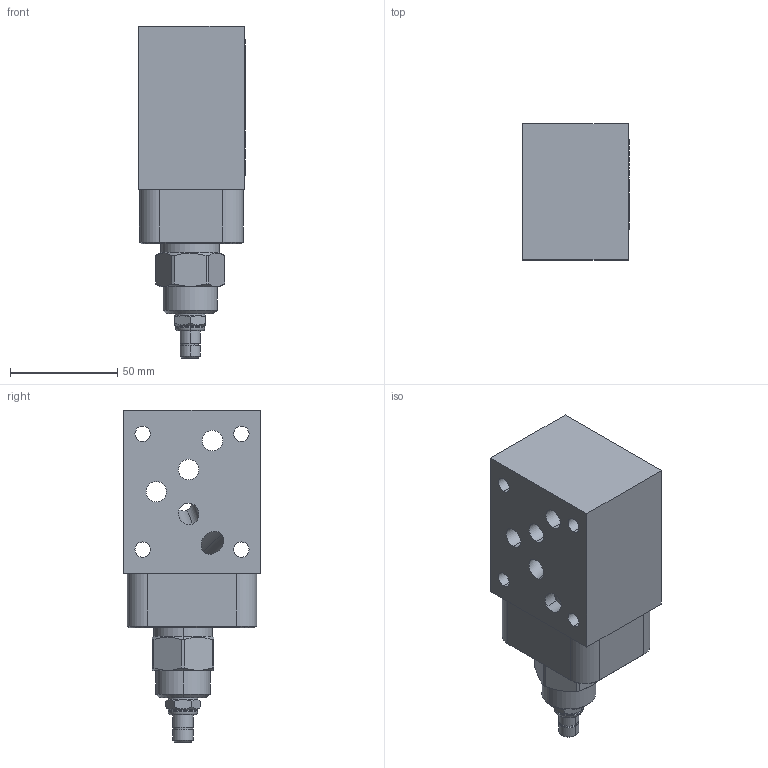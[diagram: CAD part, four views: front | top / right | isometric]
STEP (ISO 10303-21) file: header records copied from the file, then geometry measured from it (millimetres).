
FILE_DESCRIPTION((''),'2;1');
FILE_NAME('RPGCLAN-CBA_ASM','2020-02-25T',('ProEService'),(''),'PRO/ENGINEER BY PARAMETRIC TECHNOLOGY CORPORATION, 2014200','PRO/ENGINEER BY PARAMETRIC TECHNOLOGY CORPORATION, 2014200','');
FILE_SCHEMA(('CONFIG_CONTROL_DESIGN'));
Length unit declared in the file: inch
Products named in the file (4): 150-390; RPGCLAN; 500-001-014; RPGCLAN-CBA_ASM
Assembly tree (7 placements, depth 2):
  RPGCLAN-CBA_ASM
    150-390
    RPGCLAN
    500-001-014  x5
Bounding box: 49.78 x 63.5 x 154.79 mm (x, y, z)
Volume: 303463 mm3; surface area: 53967.9 mm2
Topology: 9 solids, 10 shells, 290 faces, 877 edges, 719 vertices
Faces by surface type: cylinder 105, plane 76, cone 52, revolution 28, torus 27, sphere 2
Entity records: 11508 total; most frequent: CARTESIAN_POINT 3918, DIRECTION 1631, ORIENTED_EDGE 1328, EDGE_CURVE 664, AXIS2_PLACEMENT_3D 603, VERTEX_POINT 420, VECTOR 413, LINE 413
